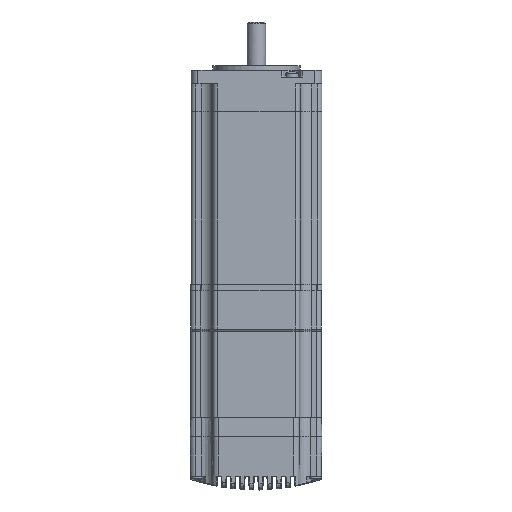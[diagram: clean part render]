
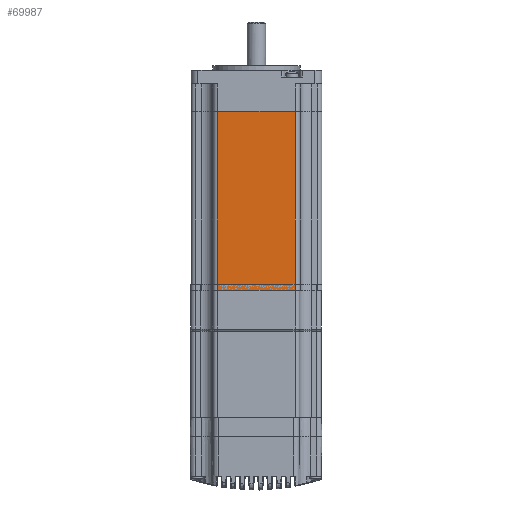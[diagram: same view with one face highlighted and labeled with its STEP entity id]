
A CAD part, front view. The second image highlights one B-rep face of the part: STEP entity #69987.
In plain terms, the highlighted planar face has unit normal (0, -1, 0).
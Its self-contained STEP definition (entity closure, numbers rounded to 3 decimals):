
#1621=PLANE('',#74428);
#4355=FACE_OUTER_BOUND('',#8415,.T.);
#8415=EDGE_LOOP('',(#47907,#47908,#47909,#47910));
#12819=LINE('',#101046,#20564);
#12820=LINE('',#101050,#20565);
#12821=LINE('',#101052,#20566);
#12822=LINE('',#101053,#20567);
#20564=VECTOR('',#80743,78.);
#20565=VECTOR('',#80748,34.);
#20566=VECTOR('',#80749,78.);
#20567=VECTOR('',#80750,34.);
#30489=VERTEX_POINT('',#101043);
#30490=VERTEX_POINT('',#101045);
#30491=VERTEX_POINT('',#101049);
#30492=VERTEX_POINT('',#101051);
#37337=EDGE_CURVE('',#30490,#30489,#12819,.T.);
#37339=EDGE_CURVE('',#30489,#30491,#12820,.T.);
#37340=EDGE_CURVE('',#30492,#30491,#12821,.T.);
#37341=EDGE_CURVE('',#30490,#30492,#12822,.T.);
#47907=ORIENTED_EDGE('',*,*,#37339,.T.);
#47908=ORIENTED_EDGE('',*,*,#37340,.F.);
#47909=ORIENTED_EDGE('',*,*,#37341,.F.);
#47910=ORIENTED_EDGE('',*,*,#37337,.T.);
#69987=ADVANCED_FACE('',(#4355),#1621,.F.);
#74428=AXIS2_PLACEMENT_3D('',#101048,#80746,#80747);
#80743=DIRECTION('',(0.,0.,-1.));
#80746=DIRECTION('center_axis',(0.,1.,0.));
#80747=DIRECTION('ref_axis',(0.,0.,1.));
#80748=DIRECTION('',(1.,0.,0.));
#80749=DIRECTION('',(0.,0.,-1.));
#80750=DIRECTION('',(1.,0.,0.));
#101043=CARTESIAN_POINT('',(-17.,-28.5,0.));
#101045=CARTESIAN_POINT('',(-17.,-28.5,78.));
#101046=CARTESIAN_POINT('',(-17.,-28.5,78.));
#101048=CARTESIAN_POINT('Origin',(-17.,-28.5,78.));
#101049=CARTESIAN_POINT('',(17.,-28.5,0.));
#101050=CARTESIAN_POINT('',(-17.,-28.5,0.));
#101051=CARTESIAN_POINT('',(17.,-28.5,78.));
#101052=CARTESIAN_POINT('',(17.,-28.5,78.));
#101053=CARTESIAN_POINT('',(-17.,-28.5,78.));
